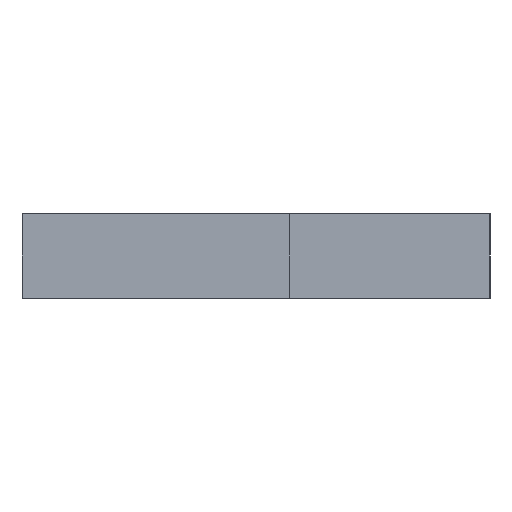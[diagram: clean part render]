
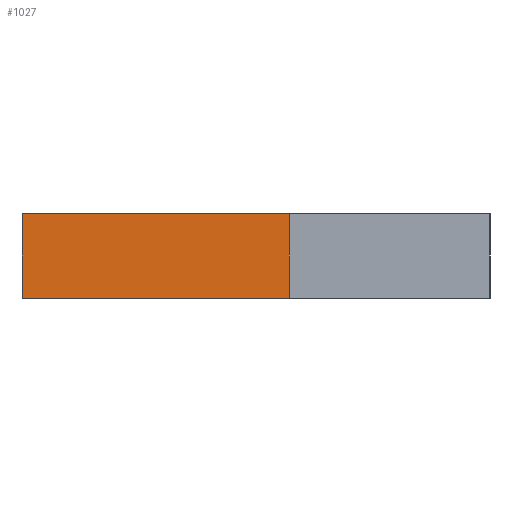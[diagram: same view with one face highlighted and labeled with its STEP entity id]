
A CAD part, left-side view. The second image highlights one B-rep face of the part: STEP entity #1027.
In plain terms, the highlighted planar face has unit normal (-1, 0, 0).
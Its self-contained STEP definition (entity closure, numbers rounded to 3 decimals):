
#83 = PLANE('',#84);
#84 = AXIS2_PLACEMENT_3D('',#85,#86,#87);
#85 = CARTESIAN_POINT('',(148.531,-93.857,1.6));
#86 = DIRECTION('',(0.,0.,1.));
#87 = DIRECTION('',(1.,0.,-0.));
#137 = PLANE('',#138);
#138 = AXIS2_PLACEMENT_3D('',#139,#140,#141);
#139 = CARTESIAN_POINT('',(148.531,-93.857,0.));
#140 = DIRECTION('',(0.,0.,1.));
#141 = DIRECTION('',(1.,0.,-0.));
#170 = PLANE('',#171);
#171 = AXIS2_PLACEMENT_3D('',#172,#173,#174);
#172 = CARTESIAN_POINT('',(134.849,-95.225,0.));
#173 = DIRECTION('',(0.,1.,0.));
#174 = DIRECTION('',(1.,0.,0.));
#526 = VERTEX_POINT('',#527);
#527 = CARTESIAN_POINT('',(134.849,-90.145,0.));
#541 = PLANE('',#542);
#542 = AXIS2_PLACEMENT_3D('',#543,#544,#545);
#543 = CARTESIAN_POINT('',(150.565,-90.145,0.));
#544 = DIRECTION('',(0.,-1.,0.));
#545 = DIRECTION('',(-1.,0.,0.));
#553 = EDGE_CURVE('',#526,#554,#556,.T.);
#554 = VERTEX_POINT('',#555);
#555 = CARTESIAN_POINT('',(134.849,-95.225,0.));
#556 = SURFACE_CURVE('',#557,(#561,#568),.PCURVE_S1.);
#557 = LINE('',#558,#559);
#558 = CARTESIAN_POINT('',(134.849,-90.145,0.));
#559 = VECTOR('',#560,1.);
#560 = DIRECTION('',(0.,-1.,0.));
#561 = PCURVE('',#137,#562);
#562 = DEFINITIONAL_REPRESENTATION('',(#563),#567);
#563 = LINE('',#564,#565);
#564 = CARTESIAN_POINT('',(-13.682,3.712));
#565 = VECTOR('',#566,1.);
#566 = DIRECTION('',(0.,-1.));
#567 = ( GEOMETRIC_REPRESENTATION_CONTEXT(2) 
PARAMETRIC_REPRESENTATION_CONTEXT() REPRESENTATION_CONTEXT('2D SPACE',''
  ) );
#568 = PCURVE('',#569,#574);
#569 = PLANE('',#570);
#570 = AXIS2_PLACEMENT_3D('',#571,#572,#573);
#571 = CARTESIAN_POINT('',(134.849,-90.145,0.));
#572 = DIRECTION('',(1.,0.,-0.));
#573 = DIRECTION('',(0.,-1.,0.));
#574 = DEFINITIONAL_REPRESENTATION('',(#575),#579);
#575 = LINE('',#576,#577);
#576 = CARTESIAN_POINT('',(0.,0.));
#577 = VECTOR('',#578,1.);
#578 = DIRECTION('',(1.,0.));
#579 = ( GEOMETRIC_REPRESENTATION_CONTEXT(2) 
PARAMETRIC_REPRESENTATION_CONTEXT() REPRESENTATION_CONTEXT('2D SPACE',''
  ) );
#855 = VERTEX_POINT('',#856);
#856 = CARTESIAN_POINT('',(134.849,-90.145,1.6));
#877 = EDGE_CURVE('',#855,#878,#880,.T.);
#878 = VERTEX_POINT('',#879);
#879 = CARTESIAN_POINT('',(134.849,-95.225,1.6));
#880 = SURFACE_CURVE('',#881,(#885,#892),.PCURVE_S1.);
#881 = LINE('',#882,#883);
#882 = CARTESIAN_POINT('',(134.849,-90.145,1.6));
#883 = VECTOR('',#884,1.);
#884 = DIRECTION('',(0.,-1.,0.));
#885 = PCURVE('',#83,#886);
#886 = DEFINITIONAL_REPRESENTATION('',(#887),#891);
#887 = LINE('',#888,#889);
#888 = CARTESIAN_POINT('',(-13.682,3.712));
#889 = VECTOR('',#890,1.);
#890 = DIRECTION('',(0.,-1.));
#891 = ( GEOMETRIC_REPRESENTATION_CONTEXT(2) 
PARAMETRIC_REPRESENTATION_CONTEXT() REPRESENTATION_CONTEXT('2D SPACE',''
  ) );
#892 = PCURVE('',#569,#893);
#893 = DEFINITIONAL_REPRESENTATION('',(#894),#898);
#894 = LINE('',#895,#896);
#895 = CARTESIAN_POINT('',(0.,-1.6));
#896 = VECTOR('',#897,1.);
#897 = DIRECTION('',(1.,0.));
#898 = ( GEOMETRIC_REPRESENTATION_CONTEXT(2) 
PARAMETRIC_REPRESENTATION_CONTEXT() REPRESENTATION_CONTEXT('2D SPACE',''
  ) );
#977 = EDGE_CURVE('',#554,#878,#978,.T.);
#978 = SURFACE_CURVE('',#979,(#983,#990),.PCURVE_S1.);
#979 = LINE('',#980,#981);
#980 = CARTESIAN_POINT('',(134.849,-95.225,0.));
#981 = VECTOR('',#982,1.);
#982 = DIRECTION('',(0.,0.,1.));
#983 = PCURVE('',#170,#984);
#984 = DEFINITIONAL_REPRESENTATION('',(#985),#989);
#985 = LINE('',#986,#987);
#986 = CARTESIAN_POINT('',(0.,0.));
#987 = VECTOR('',#988,1.);
#988 = DIRECTION('',(0.,-1.));
#989 = ( GEOMETRIC_REPRESENTATION_CONTEXT(2) 
PARAMETRIC_REPRESENTATION_CONTEXT() REPRESENTATION_CONTEXT('2D SPACE',''
  ) );
#990 = PCURVE('',#569,#991);
#991 = DEFINITIONAL_REPRESENTATION('',(#992),#996);
#992 = LINE('',#993,#994);
#993 = CARTESIAN_POINT('',(5.08,0.));
#994 = VECTOR('',#995,1.);
#995 = DIRECTION('',(0.,-1.));
#996 = ( GEOMETRIC_REPRESENTATION_CONTEXT(2) 
PARAMETRIC_REPRESENTATION_CONTEXT() REPRESENTATION_CONTEXT('2D SPACE',''
  ) );
#1027 = ADVANCED_FACE('',(#1028),#569,.F.);
#1028 = FACE_BOUND('',#1029,.F.);
#1029 = EDGE_LOOP('',(#1030,#1051,#1052,#1053));
#1030 = ORIENTED_EDGE('',*,*,#1031,.T.);
#1031 = EDGE_CURVE('',#526,#855,#1032,.T.);
#1032 = SURFACE_CURVE('',#1033,(#1037,#1044),.PCURVE_S1.);
#1033 = LINE('',#1034,#1035);
#1034 = CARTESIAN_POINT('',(134.849,-90.145,0.));
#1035 = VECTOR('',#1036,1.);
#1036 = DIRECTION('',(0.,0.,1.));
#1037 = PCURVE('',#569,#1038);
#1038 = DEFINITIONAL_REPRESENTATION('',(#1039),#1043);
#1039 = LINE('',#1040,#1041);
#1040 = CARTESIAN_POINT('',(0.,0.));
#1041 = VECTOR('',#1042,1.);
#1042 = DIRECTION('',(0.,-1.));
#1043 = ( GEOMETRIC_REPRESENTATION_CONTEXT(2) 
PARAMETRIC_REPRESENTATION_CONTEXT() REPRESENTATION_CONTEXT('2D SPACE',''
  ) );
#1044 = PCURVE('',#541,#1045);
#1045 = DEFINITIONAL_REPRESENTATION('',(#1046),#1050);
#1046 = LINE('',#1047,#1048);
#1047 = CARTESIAN_POINT('',(15.716,0.));
#1048 = VECTOR('',#1049,1.);
#1049 = DIRECTION('',(0.,-1.));
#1050 = ( GEOMETRIC_REPRESENTATION_CONTEXT(2) 
PARAMETRIC_REPRESENTATION_CONTEXT() REPRESENTATION_CONTEXT('2D SPACE',''
  ) );
#1051 = ORIENTED_EDGE('',*,*,#877,.T.);
#1052 = ORIENTED_EDGE('',*,*,#977,.F.);
#1053 = ORIENTED_EDGE('',*,*,#553,.F.);
